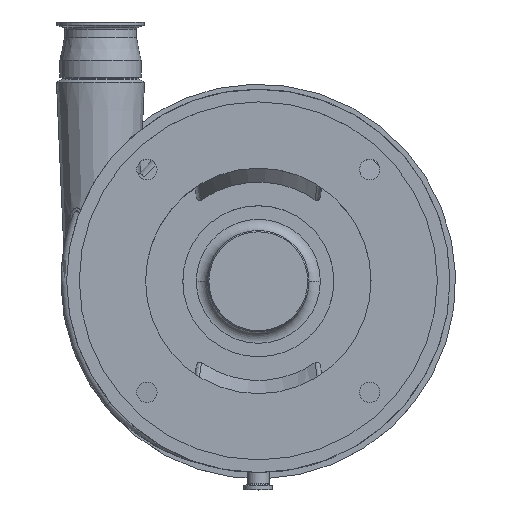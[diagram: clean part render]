
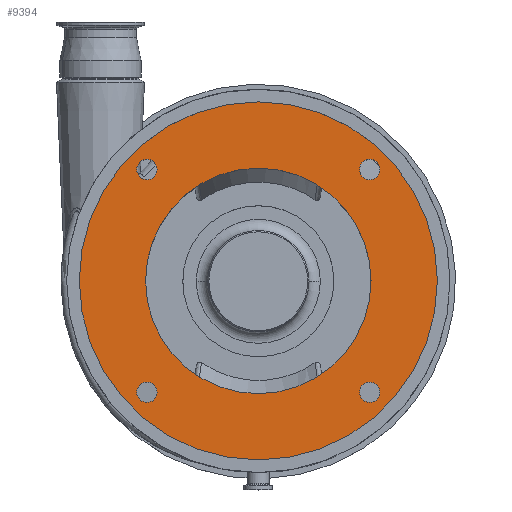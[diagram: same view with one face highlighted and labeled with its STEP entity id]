
A CAD part, top view. The second image highlights one B-rep face of the part: STEP entity #9394.
In plain terms, the highlighted planar face has unit normal (0, 0, 1).
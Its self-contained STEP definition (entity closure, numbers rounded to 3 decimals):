
#57 = CARTESIAN_POINT ( 'NONE',  ( -98.783, 98.783, 254.5 ) ) ;
#270 = CIRCLE ( 'NONE', #9098, 9. ) ;
#434 = FACE_BOUND ( 'NONE', #13535, .T. ) ;
#509 = CIRCLE ( 'NONE', #11893, 9. ) ;
#521 = DIRECTION ( 'NONE',  ( 1., 0., 0. ) ) ;
#878 = AXIS2_PLACEMENT_3D ( 'NONE', #10136, #6530, #13626 ) ;
#1113 = VERTEX_POINT ( 'NONE', #2732 ) ;
#1476 = ORIENTED_EDGE ( 'NONE', *, *, #8341, .T. ) ;
#1710 = ORIENTED_EDGE ( 'NONE', *, *, #12534, .T. ) ;
#1859 = DIRECTION ( 'NONE',  ( 1., 0., 0. ) ) ;
#2074 = CIRCLE ( 'NONE', #13405, 158.8 ) ;
#2277 = VERTEX_POINT ( 'NONE', #13974 ) ;
#2359 = CIRCLE ( 'NONE', #3355, 100. ) ;
#2437 = DIRECTION ( 'NONE',  ( 0., 0., -1. ) ) ;
#2611 = EDGE_CURVE ( 'NONE', #10699, #7919, #2942, .T. ) ;
#2638 = EDGE_LOOP ( 'NONE', ( #4891, #8037 ) ) ;
#2645 = DIRECTION ( 'NONE',  ( 0., 0., -1. ) ) ;
#2732 = CARTESIAN_POINT ( 'NONE',  ( 158.8, 0., 254.5 ) ) ;
#2942 = CIRCLE ( 'NONE', #14257, 9. ) ;
#3024 = CIRCLE ( 'NONE', #13067, 158.8 ) ;
#3107 = CARTESIAN_POINT ( 'NONE',  ( -98.783, -98.783, 254.5 ) ) ;
#3355 = AXIS2_PLACEMENT_3D ( 'NONE', #4286, #7911, #5458 ) ;
#3479 = VERTEX_POINT ( 'NONE', #3676 ) ;
#3676 = CARTESIAN_POINT ( 'NONE',  ( -100., 0., 254.5 ) ) ;
#3716 = DIRECTION ( 'NONE',  ( 1., 0., 0. ) ) ;
#4216 = DIRECTION ( 'NONE',  ( 1., 0., 0. ) ) ;
#4286 = CARTESIAN_POINT ( 'NONE',  ( 0., 0., 254.5 ) ) ;
#4297 = CARTESIAN_POINT ( 'NONE',  ( -89.783, 98.783, 254.5 ) ) ;
#4499 = CARTESIAN_POINT ( 'NONE',  ( 98.783, -98.783, 254.5 ) ) ;
#4573 = DIRECTION ( 'NONE',  ( 1., 0., 0. ) ) ;
#4674 = DIRECTION ( 'NONE',  ( 0., 0., 1. ) ) ;
#4701 = AXIS2_PLACEMENT_3D ( 'NONE', #10018, #5239, #8773 ) ;
#4738 = DIRECTION ( 'NONE',  ( 0., 0., -1. ) ) ;
#4866 = DIRECTION ( 'NONE',  ( 1., 0., 0. ) ) ;
#4869 = AXIS2_PLACEMENT_3D ( 'NONE', #8100, #4738, #4573 ) ;
#4891 = ORIENTED_EDGE ( 'NONE', *, *, #13287, .T. ) ;
#5010 = CARTESIAN_POINT ( 'NONE',  ( 0., 0., 254.5 ) ) ;
#5207 = PLANE ( 'NONE',  #878 ) ;
#5239 = DIRECTION ( 'NONE',  ( 0., 0., -1. ) ) ;
#5279 = DIRECTION ( 'NONE',  ( 1., 0., 0. ) ) ;
#5438 = EDGE_LOOP ( 'NONE', ( #1476, #10169 ) ) ;
#5458 = DIRECTION ( 'NONE',  ( 1., 0., 0. ) ) ;
#6030 = ORIENTED_EDGE ( 'NONE', *, *, #13244, .T. ) ;
#6131 = CARTESIAN_POINT ( 'NONE',  ( -98.783, -98.783, 254.5 ) ) ;
#6186 = DIRECTION ( 'NONE',  ( 1., 0., 0. ) ) ;
#6315 = CARTESIAN_POINT ( 'NONE',  ( -158.8, 0., 254.5 ) ) ;
#6363 = CARTESIAN_POINT ( 'NONE',  ( 89.783, 98.783, 254.5 ) ) ;
#6464 = CIRCLE ( 'NONE', #15297, 100. ) ;
#6530 = DIRECTION ( 'NONE',  ( 0., 0., 1. ) ) ;
#6663 = ORIENTED_EDGE ( 'NONE', *, *, #10856, .T. ) ;
#6759 = EDGE_LOOP ( 'NONE', ( #8281, #1710 ) ) ;
#6841 = AXIS2_PLACEMENT_3D ( 'NONE', #3107, #7889, #521 ) ;
#6910 = CARTESIAN_POINT ( 'NONE',  ( -98.783, 98.783, 254.5 ) ) ;
#7113 = VERTEX_POINT ( 'NONE', #15374 ) ;
#7152 = CIRCLE ( 'NONE', #8408, 9. ) ;
#7208 = VERTEX_POINT ( 'NONE', #12504 ) ;
#7226 = VERTEX_POINT ( 'NONE', #4297 ) ;
#7290 = DIRECTION ( 'NONE',  ( 1., 0., 0. ) ) ;
#7889 = DIRECTION ( 'NONE',  ( 0., 0., -1. ) ) ;
#7891 = VERTEX_POINT ( 'NONE', #9618 ) ;
#7911 = DIRECTION ( 'NONE',  ( 0., 0., -1. ) ) ;
#7919 = VERTEX_POINT ( 'NONE', #6363 ) ;
#7940 = VERTEX_POINT ( 'NONE', #10210 ) ;
#8011 = CARTESIAN_POINT ( 'NONE',  ( 107.783, 98.783, 254.5 ) ) ;
#8037 = ORIENTED_EDGE ( 'NONE', *, *, #14850, .T. ) ;
#8057 = EDGE_CURVE ( 'NONE', #7919, #10699, #11462, .T. ) ;
#8100 = CARTESIAN_POINT ( 'NONE',  ( 98.783, -98.783, 254.5 ) ) ;
#8281 = ORIENTED_EDGE ( 'NONE', *, *, #12250, .T. ) ;
#8341 = EDGE_CURVE ( 'NONE', #7891, #7940, #10177, .T. ) ;
#8408 = AXIS2_PLACEMENT_3D ( 'NONE', #57, #2645, #7290 ) ;
#8773 = DIRECTION ( 'NONE',  ( 1., 0., 0. ) ) ;
#8824 = FACE_OUTER_BOUND ( 'NONE', #2638, .T. ) ;
#8954 = CARTESIAN_POINT ( 'NONE',  ( 0., 0., 254.5 ) ) ;
#9098 = AXIS2_PLACEMENT_3D ( 'NONE', #6131, #13522, #3716 ) ;
#9173 = VERTEX_POINT ( 'NONE', #6315 ) ;
#9292 = DIRECTION ( 'NONE',  ( 0., 0., -1. ) ) ;
#9394 = ADVANCED_FACE ( 'NONE', ( #12753, #15129, #8824, #434, #13855, #13704 ), #5207, .T. ) ;
#9456 = DIRECTION ( 'NONE',  ( 1., 0., 0. ) ) ;
#9618 = CARTESIAN_POINT ( 'NONE',  ( 107.783, -98.783, 254.5 ) ) ;
#10018 = CARTESIAN_POINT ( 'NONE',  ( 98.783, 98.783, 254.5 ) ) ;
#10053 = DIRECTION ( 'NONE',  ( 0., 0., -1. ) ) ;
#10122 = CIRCLE ( 'NONE', #4869, 9. ) ;
#10136 = CARTESIAN_POINT ( 'NONE',  ( 0., 0., 254.5 ) ) ;
#10169 = ORIENTED_EDGE ( 'NONE', *, *, #13488, .T. ) ;
#10177 = CIRCLE ( 'NONE', #12220, 9. ) ;
#10210 = CARTESIAN_POINT ( 'NONE',  ( 89.783, -98.783, 254.5 ) ) ;
#10318 = ORIENTED_EDGE ( 'NONE', *, *, #8057, .T. ) ;
#10699 = VERTEX_POINT ( 'NONE', #8011 ) ;
#10856 = EDGE_CURVE ( 'NONE', #3479, #12336, #6464, .T. ) ;
#10967 = ORIENTED_EDGE ( 'NONE', *, *, #2611, .T. ) ;
#11462 = CIRCLE ( 'NONE', #4701, 9. ) ;
#11893 = AXIS2_PLACEMENT_3D ( 'NONE', #6910, #2437, #4866 ) ;
#11975 = EDGE_CURVE ( 'NONE', #7226, #2277, #509, .T. ) ;
#12220 = AXIS2_PLACEMENT_3D ( 'NONE', #4499, #9292, #9456 ) ;
#12250 = EDGE_CURVE ( 'NONE', #7113, #7208, #13628, .T. ) ;
#12336 = VERTEX_POINT ( 'NONE', #12851 ) ;
#12466 = ORIENTED_EDGE ( 'NONE', *, *, #11975, .T. ) ;
#12504 = CARTESIAN_POINT ( 'NONE',  ( -107.783, -98.783, 254.5 ) ) ;
#12534 = EDGE_CURVE ( 'NONE', #7208, #7113, #270, .T. ) ;
#12753 = FACE_BOUND ( 'NONE', #14214, .T. ) ;
#12851 = CARTESIAN_POINT ( 'NONE',  ( 100., 0., 254.5 ) ) ;
#13067 = AXIS2_PLACEMENT_3D ( 'NONE', #5010, #13207, #6186 ) ;
#13207 = DIRECTION ( 'NONE',  ( 0., 0., 1. ) ) ;
#13244 = EDGE_CURVE ( 'NONE', #12336, #3479, #2359, .T. ) ;
#13287 = EDGE_CURVE ( 'NONE', #1113, #9173, #2074, .T. ) ;
#13396 = EDGE_LOOP ( 'NONE', ( #10967, #10318 ) ) ;
#13405 = AXIS2_PLACEMENT_3D ( 'NONE', #15569, #4674, #4216 ) ;
#13488 = EDGE_CURVE ( 'NONE', #7940, #7891, #10122, .T. ) ;
#13522 = DIRECTION ( 'NONE',  ( 0., 0., -1. ) ) ;
#13535 = EDGE_LOOP ( 'NONE', ( #6663, #6030 ) ) ;
#13620 = CARTESIAN_POINT ( 'NONE',  ( 98.783, 98.783, 254.5 ) ) ;
#13626 = DIRECTION ( 'NONE',  ( 1., 0., 0. ) ) ;
#13628 = CIRCLE ( 'NONE', #6841, 9. ) ;
#13704 = FACE_BOUND ( 'NONE', #13396, .T. ) ;
#13855 = FACE_BOUND ( 'NONE', #6759, .T. ) ;
#13929 = DIRECTION ( 'NONE',  ( 0., 0., -1. ) ) ;
#13962 = EDGE_CURVE ( 'NONE', #2277, #7226, #7152, .T. ) ;
#13974 = CARTESIAN_POINT ( 'NONE',  ( -107.783, 98.783, 254.5 ) ) ;
#14214 = EDGE_LOOP ( 'NONE', ( #12466, #14478 ) ) ;
#14257 = AXIS2_PLACEMENT_3D ( 'NONE', #13620, #13929, #5279 ) ;
#14478 = ORIENTED_EDGE ( 'NONE', *, *, #13962, .T. ) ;
#14850 = EDGE_CURVE ( 'NONE', #9173, #1113, #3024, .T. ) ;
#15129 = FACE_BOUND ( 'NONE', #5438, .T. ) ;
#15297 = AXIS2_PLACEMENT_3D ( 'NONE', #8954, #10053, #1859 ) ;
#15374 = CARTESIAN_POINT ( 'NONE',  ( -89.783, -98.783, 254.5 ) ) ;
#15569 = CARTESIAN_POINT ( 'NONE',  ( 0., 0., 254.5 ) ) ;
